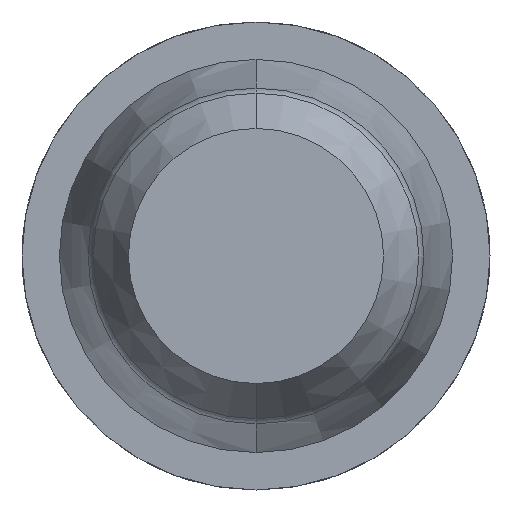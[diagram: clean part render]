
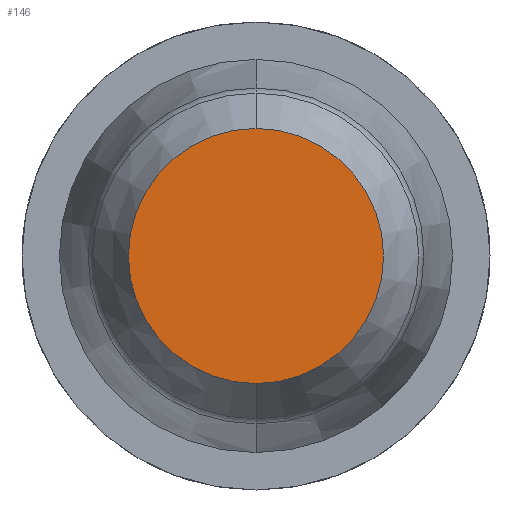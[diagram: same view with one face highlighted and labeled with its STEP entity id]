
A CAD part, front view. The second image highlights one B-rep face of the part: STEP entity #146.
In plain terms, the highlighted planar face has unit normal (0, -1, 0).
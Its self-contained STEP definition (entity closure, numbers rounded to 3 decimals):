
#64 = CIRCLE ( 'NONE', #4077, 0.627 ) ;
#146 = ADVANCED_FACE ( 'Defeature ausgef�hrt3_16', ( #4174 ), #693, .F. ) ;
#693 = PLANE ( 'NONE',  #4190 ) ;
#1353 = DIRECTION ( 'NONE',  ( 0., 0., 1. ) ) ;
#1673 = ORIENTED_EDGE ( 'NONE', *, *, #3943, .F. ) ;
#1928 = DIRECTION ( 'NONE',  ( 0., 0., 1. ) ) ;
#1944 = CARTESIAN_POINT ( 'NONE',  ( 0., -30.5, 0. ) ) ;
#2030 = VERTEX_POINT ( 'NONE', #3936 ) ;
#2043 = AXIS2_PLACEMENT_3D ( 'NONE', #3937, #4295, #1928 ) ;
#2289 = DIRECTION ( 'NONE',  ( 0., 1., 0. ) ) ;
#2986 = EDGE_LOOP ( 'NONE', ( #4001, #1673 ) ) ;
#2994 = CARTESIAN_POINT ( 'NONE',  ( 0., -30.5, -0.627 ) ) ;
#3033 = CIRCLE ( 'NONE', #2043, 0.627 ) ;
#3119 = EDGE_CURVE ( 'Defeature ausgef�hrt3_17+Defeature ausgef�hrt3_16+Defeature ausgef�hrt3_16+Defeature ausgef�hrt3_16', #2030, #3550, #3033, .T. ) ;
#3282 = DIRECTION ( 'NONE',  ( 0., 0., 1. ) ) ;
#3550 = VERTEX_POINT ( 'NONE', #2994 ) ;
#3697 = DIRECTION ( 'NONE',  ( 0., 1., 0. ) ) ;
#3725 = CARTESIAN_POINT ( 'NONE',  ( 0., -30.5, 0. ) ) ;
#3936 = CARTESIAN_POINT ( 'NONE',  ( 0., -30.5, 0.627 ) ) ;
#3937 = CARTESIAN_POINT ( 'NONE',  ( 0., -30.5, 0. ) ) ;
#3943 = EDGE_CURVE ( 'Defeature ausgef�hrt3_17+Defeature ausgef�hrt3_16+Defeature ausgef�hrt3_16+Defeature ausgef�hrt3_16', #3550, #2030, #64, .T. ) ;
#4001 = ORIENTED_EDGE ( 'NONE', *, *, #3119, .F. ) ;
#4077 = AXIS2_PLACEMENT_3D ( 'NONE', #1944, #2289, #3282 ) ;
#4174 = FACE_OUTER_BOUND ( 'NONE', #2986, .T. ) ;
#4190 = AXIS2_PLACEMENT_3D ( 'NONE', #3725, #3697, #1353 ) ;
#4295 = DIRECTION ( 'NONE',  ( 0., 1., 0. ) ) ;
